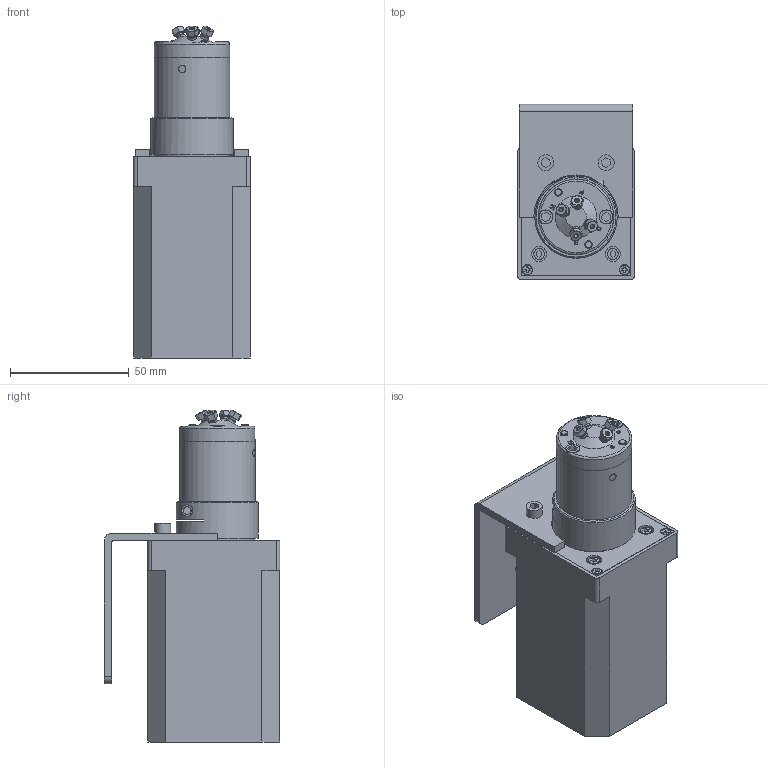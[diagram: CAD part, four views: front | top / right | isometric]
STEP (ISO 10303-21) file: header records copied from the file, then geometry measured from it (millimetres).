
FILE_DESCRIPTION((''),'2;1');
FILE_NAME('313446.stp','2013-08-14T08:50:04',('Franzp'),(''),'Autodesk Inventor 2013','Autodesk Inventor 2013','');
FILE_SCHEMA(('AUTOMOTIVE_DESIGN { 1 0 10303 214 1 1 1 1 }'));
Length unit declared in the file: millimetre
Products named in the file (1): 313446_Shrinkwrap_1
Bounding box: 49.17 x 73.91 x 139.86 mm (x, y, z)
Surface area: 54007.3 mm2 (no closed solid volume)
Topology: 0 solids, 37 shells, 203 faces, 805 edges, 626 vertices
Faces by surface type: plane 138, cylinder 50, cone 14, torus 1
Full cylindrical faces by diameter (mm): 1.575 x5, 2.95 x2, 3.073 x4, 3.505 x4, 4.166 x1, 4.32 x2, 4.6 x2, 5.78 x3, 5.893 x1, 5.94 x1, 6.35 x2, 6.7 x2, 16.256 x1, 19.05 x1, 19.075 x1, 31.725 x1, 31.75 x2, 34.671 x1
Entity records: 8897 total; most frequent: CARTESIAN_POINT 2192, DIRECTION 1200, ORIENTED_EDGE 1094, EDGE_CURVE 744, VERTEX_POINT 615, VECTOR 424, LINE 424, AXIS2_PLACEMENT_3D 388
